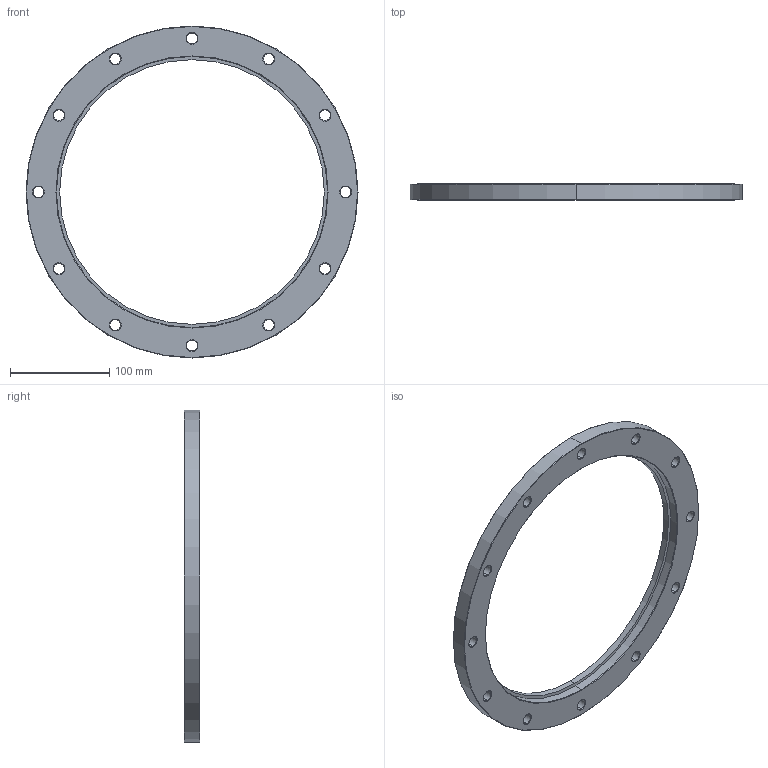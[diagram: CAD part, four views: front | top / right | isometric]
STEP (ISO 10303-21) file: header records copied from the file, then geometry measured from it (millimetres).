
FILE_DESCRIPTION (( 'STEP AP214' ), '1' );
FILE_NAME ('Hositrad_ISO-F250-273.STEP', '2017-06-01T13:37:09', ( 'Gebruiker' ), ( '' ), 'SwSTEP 2.0', 'SolidWorks 2017', '' );
FILE_SCHEMA (( 'AUTOMOTIVE_DESIGN' ));
Length unit declared in the file: millimetre
Products named in the file (1): Hositrad_ISO-F250-273
Bounding box: 335 x 16 x 335 mm (x, y, z)
Volume: 469166.4 mm3; surface area: 98133 mm2
Topology: 1 solids, 1 shells, 87 faces, 198 edges, 114 vertices
Faces by surface type: cone 54, cylinder 30, plane 3
Entity records: 2520 total; most frequent: DIRECTION 488, CARTESIAN_POINT 400, ORIENTED_EDGE 396, AXIS2_PLACEMENT_3D 202, EDGE_CURVE 198, EDGE_LOOP 114, VERTEX_POINT 114, CIRCLE 114
